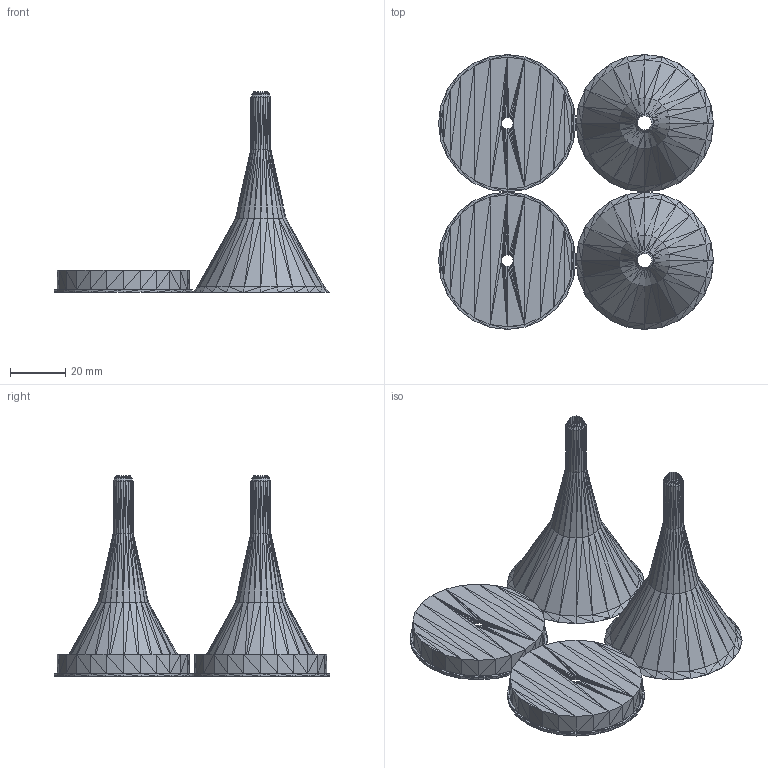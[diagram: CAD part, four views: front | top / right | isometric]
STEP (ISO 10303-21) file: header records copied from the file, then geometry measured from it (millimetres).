
FILE_DESCRIPTION(('FreeCAD Model'),'2;1');
FILE_NAME('Open CASCADE Shape Model','2024-12-02T13:51:17',('Author'),( ''),'Open CASCADE STEP processor 7.8','FreeCAD','Unknown');
FILE_SCHEMA(('AUTOMOTIVE_DESIGN { 1 0 10303 214 1 1 1 1 }'));
Length unit declared in the file: millimetre
Products named in the file (1): speakerFunnel001 (Solid)
Bounding box: 100 x 100 x 73 mm (x, y, z)
Volume: 16556.7 mm3; surface area: 30431 mm2
Topology: 4 solids, 4 shells, 1632 faces, 2448 edges, 816 vertices
Faces by surface type: plane 1632
Entity records: 31860 total; most frequent: DIRECTION 5714, CARTESIAN_POINT 4897, ORIENTED_EDGE 4896, EDGE_CURVE 2448, LINE 2448, VECTOR 2448, AXIS2_PLACEMENT_3D 1633, ADVANCED_FACE 1632
